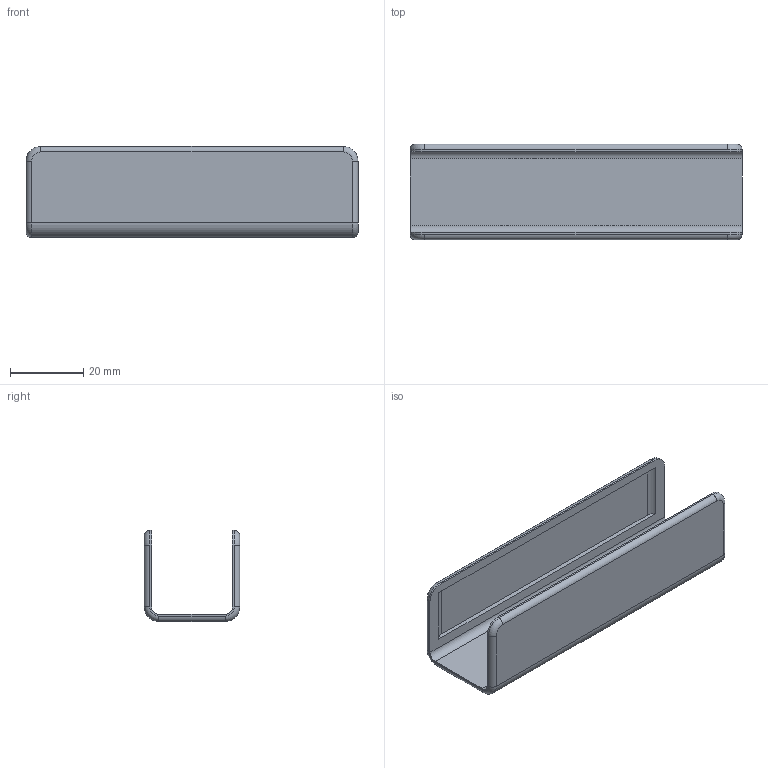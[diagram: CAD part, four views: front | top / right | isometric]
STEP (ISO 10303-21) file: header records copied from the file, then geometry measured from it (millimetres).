
FILE_DESCRIPTION(('FreeCAD Model'),'2;1');
FILE_NAME('Open CASCADE Shape Model','2024-04-23T14:57:42',('FreeCAD'),( 'FreeCAD'),'Open CASCADE STEP processor 7.6','FreeCAD','Unknown');
FILE_SCHEMA(('AUTOMOTIVE_DESIGN { 1 0 10303 214 1 1 1 1 }'));
Length unit declared in the file: millimetre
Products named in the file (1): Open CASCADE STEP translator 7.6 4
Bounding box: 90.6 x 26.1 x 24.84 mm (x, y, z)
Volume: 9293.8 mm3; surface area: 13351.7 mm2
Topology: 1 solids, 1 shells, 44 faces, 104 edges, 64 vertices
Faces by surface type: cylinder 20, plane 16, torus 8
Entity records: 2590 total; most frequent: CARTESIAN_POINT 533, DIRECTION 378, ORIENTED_EDGE 208, PCURVE 208, DEFINITIONAL_REPRESENTATION 208, LINE 176, VECTOR 176, EDGE_CURVE 104
